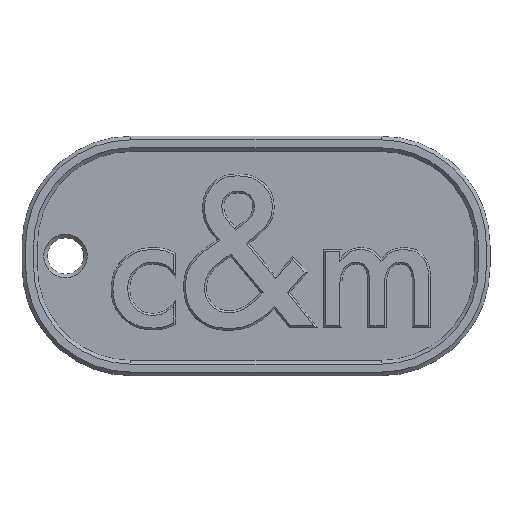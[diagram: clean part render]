
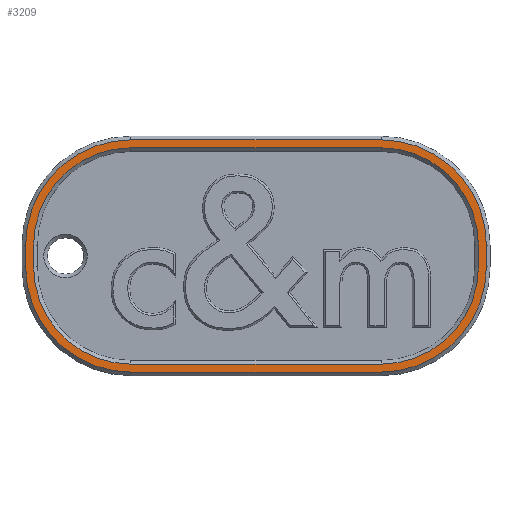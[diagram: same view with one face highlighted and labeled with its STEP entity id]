
A CAD part, top view. The second image highlights one B-rep face of the part: STEP entity #3209.
In plain terms, the highlighted planar face has unit normal (0, 0, 1).
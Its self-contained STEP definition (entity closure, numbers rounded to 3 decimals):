
#40=CIRCLE('',#3348,13.4);
#41=CIRCLE('',#3351,13.4);
#42=CIRCLE('',#3353,14.5);
#44=CIRCLE('',#3357,14.5);
#46=CIRCLE('',#3361,14.5);
#48=CIRCLE('',#3365,14.5);
#52=CIRCLE('',#3375,13.4);
#53=CIRCLE('',#3376,13.4);
#77=FACE_BOUND('',#971,.T.);
#231=LINE('',#7222,#463);
#235=LINE('',#7231,#467);
#240=LINE('',#7249,#472);
#244=LINE('',#7261,#476);
#248=LINE('',#7273,#480);
#251=LINE('',#7282,#483);
#260=LINE('',#7304,#492);
#261=LINE('',#7308,#493);
#463=VECTOR('',#3700,10.);
#467=VECTOR('',#3710,10.);
#472=VECTOR('',#3727,10.);
#476=VECTOR('',#3739,10.);
#480=VECTOR('',#3751,10.);
#483=VECTOR('',#3762,10.);
#492=VECTOR('',#3785,10.);
#493=VECTOR('',#3788,10.);
#595=PLANE('',#3374);
#762=FACE_OUTER_BOUND('',#970,.T.);
#970=EDGE_LOOP('',(#2720,#2721,#2722,#2723,#2724,#2725,#2726,#2727));
#971=EDGE_LOOP('',(#2728,#2729,#2730,#2731,#2732,#2733,#2734,#2735));
#1488=VERTEX_POINT('',#7219);
#1489=VERTEX_POINT('',#7221);
#1490=VERTEX_POINT('',#7225);
#1491=VERTEX_POINT('',#7229);
#1492=VERTEX_POINT('',#7233);
#1494=VERTEX_POINT('',#7238);
#1495=VERTEX_POINT('',#7240);
#1498=VERTEX_POINT('',#7247);
#1500=VERTEX_POINT('',#7253);
#1502=VERTEX_POINT('',#7259);
#1504=VERTEX_POINT('',#7265);
#1506=VERTEX_POINT('',#7271);
#1508=VERTEX_POINT('',#7277);
#1514=VERTEX_POINT('',#7303);
#1515=VERTEX_POINT('',#7305);
#1516=VERTEX_POINT('',#7307);
#1902=EDGE_CURVE('',#1489,#1488,#231,.T.);
#1905=EDGE_CURVE('',#1488,#1490,#40,.T.);
#1907=EDGE_CURVE('',#1490,#1491,#235,.T.);
#1909=EDGE_CURVE('',#1491,#1492,#41,.T.);
#1911=EDGE_CURVE('',#1494,#1495,#42,.T.);
#1915=EDGE_CURVE('',#1498,#1494,#240,.T.);
#1918=EDGE_CURVE('',#1500,#1498,#44,.T.);
#1921=EDGE_CURVE('',#1502,#1500,#244,.T.);
#1924=EDGE_CURVE('',#1504,#1502,#46,.T.);
#1927=EDGE_CURVE('',#1506,#1504,#248,.T.);
#1930=EDGE_CURVE('',#1508,#1506,#48,.T.);
#1932=EDGE_CURVE('',#1495,#1508,#251,.T.);
#1943=EDGE_CURVE('',#1492,#1514,#260,.T.);
#1944=EDGE_CURVE('',#1514,#1515,#52,.T.);
#1945=EDGE_CURVE('',#1515,#1516,#261,.T.);
#1946=EDGE_CURVE('',#1516,#1489,#53,.T.);
#2720=ORIENTED_EDGE('',*,*,#1911,.F.);
#2721=ORIENTED_EDGE('',*,*,#1915,.F.);
#2722=ORIENTED_EDGE('',*,*,#1918,.F.);
#2723=ORIENTED_EDGE('',*,*,#1921,.F.);
#2724=ORIENTED_EDGE('',*,*,#1924,.F.);
#2725=ORIENTED_EDGE('',*,*,#1927,.F.);
#2726=ORIENTED_EDGE('',*,*,#1930,.F.);
#2727=ORIENTED_EDGE('',*,*,#1932,.F.);
#2728=ORIENTED_EDGE('',*,*,#1902,.T.);
#2729=ORIENTED_EDGE('',*,*,#1905,.T.);
#2730=ORIENTED_EDGE('',*,*,#1907,.T.);
#2731=ORIENTED_EDGE('',*,*,#1909,.T.);
#2732=ORIENTED_EDGE('',*,*,#1943,.T.);
#2733=ORIENTED_EDGE('',*,*,#1944,.T.);
#2734=ORIENTED_EDGE('',*,*,#1945,.T.);
#2735=ORIENTED_EDGE('',*,*,#1946,.T.);
#3209=ADVANCED_FACE('',(#762,#77),#595,.T.);
#3348=AXIS2_PLACEMENT_3D('',#7227,#3705,#3706);
#3351=AXIS2_PLACEMENT_3D('',#7235,#3714,#3715);
#3353=AXIS2_PLACEMENT_3D('',#7241,#3719,#3720);
#3357=AXIS2_PLACEMENT_3D('',#7255,#3732,#3733);
#3361=AXIS2_PLACEMENT_3D('',#7267,#3744,#3745);
#3365=AXIS2_PLACEMENT_3D('',#7279,#3756,#3757);
#3374=AXIS2_PLACEMENT_3D('',#7302,#3783,#3784);
#3375=AXIS2_PLACEMENT_3D('',#7306,#3786,#3787);
#3376=AXIS2_PLACEMENT_3D('',#7309,#3789,#3790);
#3700=DIRECTION('',(0.,-1.,0.));
#3705=DIRECTION('center_axis',(0.,0.,-1.));
#3706=DIRECTION('ref_axis',(0.,-1.,0.));
#3710=DIRECTION('',(-1.,0.,0.));
#3714=DIRECTION('center_axis',(0.,0.,-1.));
#3715=DIRECTION('ref_axis',(-1.,0.,0.));
#3719=DIRECTION('center_axis',(0.,0.,-1.));
#3720=DIRECTION('ref_axis',(-0.707,-0.707,0.));
#3727=DIRECTION('',(-1.,0.,0.));
#3732=DIRECTION('center_axis',(0.,0.,-1.));
#3733=DIRECTION('ref_axis',(0.707,-0.707,0.));
#3739=DIRECTION('',(0.,-1.,0.));
#3744=DIRECTION('center_axis',(0.,0.,-1.));
#3745=DIRECTION('ref_axis',(0.707,0.707,0.));
#3751=DIRECTION('',(1.,0.,0.));
#3756=DIRECTION('center_axis',(0.,0.,-1.));
#3757=DIRECTION('ref_axis',(-0.707,0.707,0.));
#3762=DIRECTION('',(0.,1.,0.));
#3783=DIRECTION('center_axis',(0.,0.,1.));
#3784=DIRECTION('ref_axis',(-1.,0.,0.));
#3785=DIRECTION('',(0.,1.,0.));
#3786=DIRECTION('center_axis',(0.,0.,-1.));
#3787=DIRECTION('ref_axis',(0.,1.,0.));
#3788=DIRECTION('',(1.,0.,0.));
#3789=DIRECTION('center_axis',(0.,0.,-1.));
#3790=DIRECTION('ref_axis',(1.,0.,0.));
#7219=CARTESIAN_POINT('',(62.9,-18.,2.8));
#7221=CARTESIAN_POINT('',(62.9,-15.,2.8));
#7222=CARTESIAN_POINT('',(62.9,-18.,2.8));
#7225=CARTESIAN_POINT('',(49.5,-31.4,2.8));
#7227=CARTESIAN_POINT('Origin',(49.5,-18.,2.8));
#7229=CARTESIAN_POINT('',(15.,-31.4,2.8));
#7231=CARTESIAN_POINT('',(15.,-31.4,2.8));
#7233=CARTESIAN_POINT('',(1.6,-18.,2.8));
#7235=CARTESIAN_POINT('Origin',(15.,-18.,2.8));
#7238=CARTESIAN_POINT('',(15.,-32.5,2.8));
#7240=CARTESIAN_POINT('',(0.5,-18.,2.8));
#7241=CARTESIAN_POINT('Origin',(15.,-18.,2.8));
#7247=CARTESIAN_POINT('',(49.5,-32.5,2.8));
#7249=CARTESIAN_POINT('',(16.125,-32.5,2.8));
#7253=CARTESIAN_POINT('',(64.,-18.,2.8));
#7255=CARTESIAN_POINT('Origin',(49.5,-18.,2.8));
#7259=CARTESIAN_POINT('',(64.,-15.,2.8));
#7261=CARTESIAN_POINT('',(64.,-24.75,2.8));
#7265=CARTESIAN_POINT('',(49.5,-0.5,2.8));
#7267=CARTESIAN_POINT('Origin',(49.5,-15.,2.8));
#7271=CARTESIAN_POINT('',(15.,-0.5,2.8));
#7273=CARTESIAN_POINT('',(48.375,-0.5,2.8));
#7277=CARTESIAN_POINT('',(0.5,-15.,2.8));
#7279=CARTESIAN_POINT('Origin',(15.,-15.,2.8));
#7282=CARTESIAN_POINT('',(0.5,-8.25,2.8));
#7302=CARTESIAN_POINT('Origin',(32.25,-16.5,2.8));
#7303=CARTESIAN_POINT('',(1.6,-15.,2.8));
#7304=CARTESIAN_POINT('',(1.6,-15.,2.8));
#7305=CARTESIAN_POINT('',(15.,-1.6,2.8));
#7306=CARTESIAN_POINT('Origin',(15.,-15.,2.8));
#7307=CARTESIAN_POINT('',(49.5,-1.6,2.8));
#7308=CARTESIAN_POINT('',(49.5,-1.6,2.8));
#7309=CARTESIAN_POINT('Origin',(49.5,-15.,2.8));
